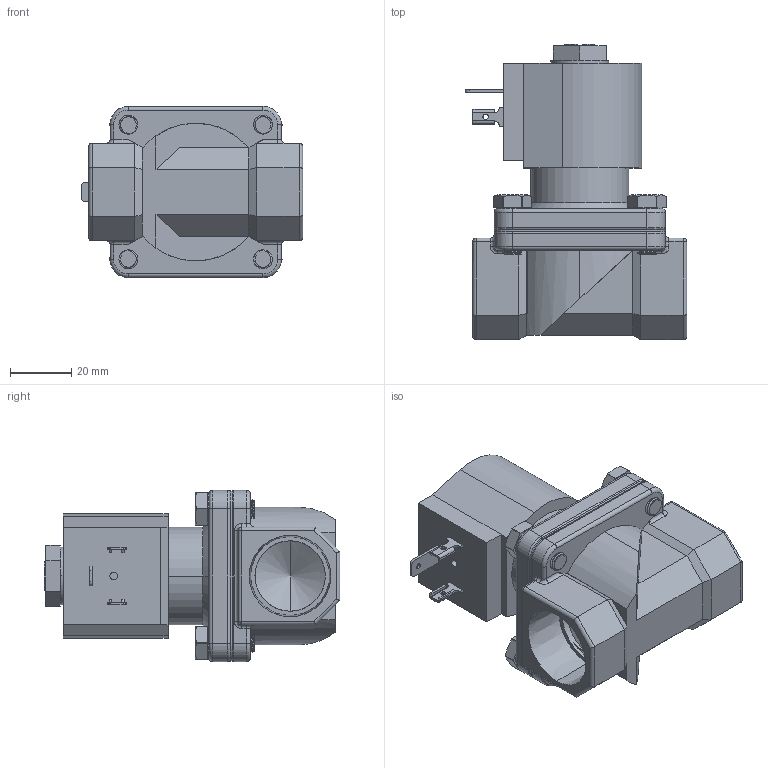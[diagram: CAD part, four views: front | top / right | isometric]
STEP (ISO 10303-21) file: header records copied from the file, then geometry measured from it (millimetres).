
FILE_DESCRIPTION (( 'STEP AP203' ), '1' );
FILE_NAME ('S211YH02N5EG5.step', '2025-12-15T20:44:13', ( '' ), ( '' ), 'SwSTEP 2.0', 'SolidWorks 2024', '' );
FILE_SCHEMA (( 'CONFIG_CONTROL_DESIGN' ));
Length unit declared in the file: inch
Products named in the file (1): S211YH02N5EG5
Bounding box: 72.42 x 96.75 x 56.01 mm (x, y, z)
Volume: 154653.4 mm3; surface area: 28056.7 mm2
Topology: 1 solids, 1 shells, 402 faces, 1024 edges, 640 vertices
Faces by surface type: plane 195, cylinder 131, bspline 58, cone 18
Entity records: 28990 total; most frequent: CARTESIAN_POINT 19870, ORIENTED_EDGE 2032, DIRECTION 1702, EDGE_CURVE 1016, VERTEX_POINT 640, AXIS2_PLACEMENT_3D 588, LINE 526, VECTOR 526
